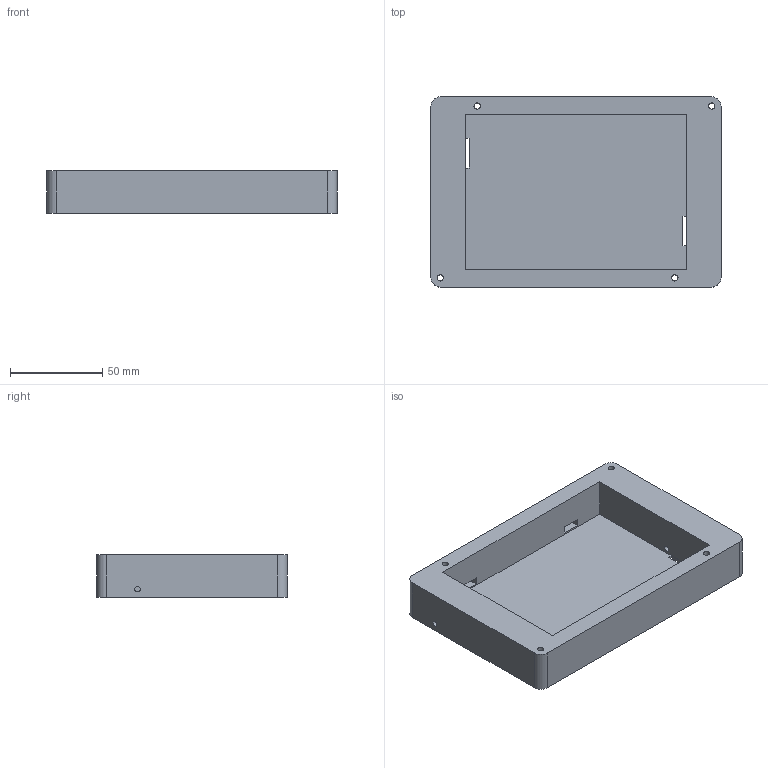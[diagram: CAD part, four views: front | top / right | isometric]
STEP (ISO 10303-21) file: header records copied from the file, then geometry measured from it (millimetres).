
FILE_DESCRIPTION(/* description */ (''),/* implementation_level */ '2;1');
FILE_NAME(/* name */ 'Balance Bot - Bottom.step',/* time_stamp */ '2025-06-07T11:25:16-04:00',/* author */ (''),/* organization */ (''),/* preprocessor_version */ 'ST-DEVELOPER v20.1',/* originating_system */ 'Autodesk Translation Framework v14.10.0.0',/* authorisation */ '');
FILE_SCHEMA (('AUTOMOTIVE_DESIGN { 1 0 10303 214 3 1 1 }'));
Length unit declared in the file: millimetre
Products named in the file (1): 2025-06-06-10-06-56-114
Bounding box: 157 x 103 x 23 mm (x, y, z)
Volume: 152766.6 mm3; surface area: 54416.1 mm2
Topology: 1 solids, 1 shells, 37 faces, 102 edges, 68 vertices
Faces by surface type: plane 27, cylinder 10
Full cylindrical faces by diameter (mm): 3 x2, 3.4 x4
Entity records: 1249 total; most frequent: CARTESIAN_POINT 208, ORIENTED_EDGE 204, DIRECTION 198, EDGE_CURVE 102, LINE 82, VECTOR 82, VERTEX_POINT 68, EDGE_LOOP 58
